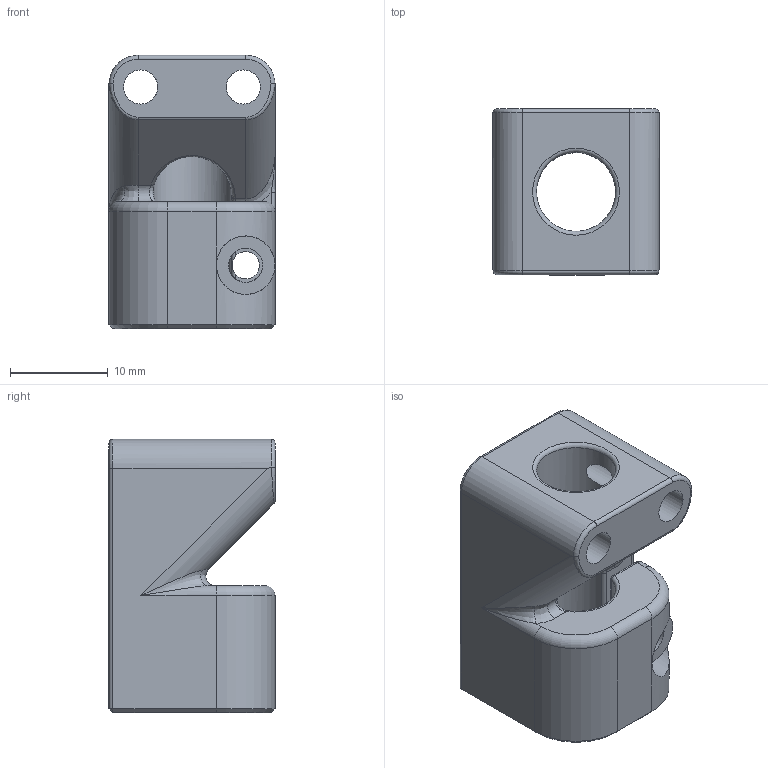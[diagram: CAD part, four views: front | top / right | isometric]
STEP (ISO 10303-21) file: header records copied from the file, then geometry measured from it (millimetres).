
FILE_DESCRIPTION(/* description */ (''),/* implementation_level */ '2;1');
FILE_NAME(/* name */ 'Pinion v1.step',/* time_stamp */ '2020-10-13T17:39:24-05:00',/* author */ (''),/* organization */ (''),/* preprocessor_version */ 'ST-DEVELOPER v18.1',/* originating_system */ 'Autodesk Translation Framework v9.3.0.1241',/* authorisation */ '');
FILE_SCHEMA (('AUTOMOTIVE_DESIGN { 1 0 10303 214 3 1 1 }'));
Length unit declared in the file: millimetre
Products named in the file (1): Pinion
Bounding box: 17 x 17 x 28 mm (x, y, z)
Volume: 5218.2 mm3; surface area: 3369.5 mm2
Topology: 1 solids, 1 shells, 78 faces, 199 edges, 110 vertices
Faces by surface type: cylinder 30, plane 20, cone 9, torus 9, bspline 9, sphere 1
Full cylindrical faces by diameter (mm): 2.8 x1, 3.5 x3, 8.1 x1
Entity records: 2885 total; most frequent: CARTESIAN_POINT 1019, DIRECTION 384, ORIENTED_EDGE 382, EDGE_CURVE 191, AXIS2_PLACEMENT_3D 150, VERTEX_POINT 110, EDGE_LOOP 87, LINE 84
